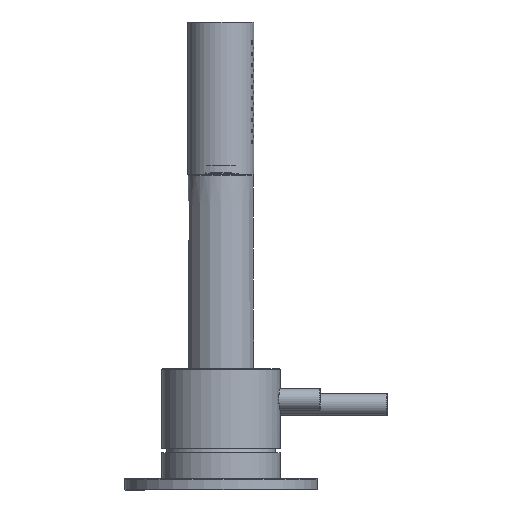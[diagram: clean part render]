
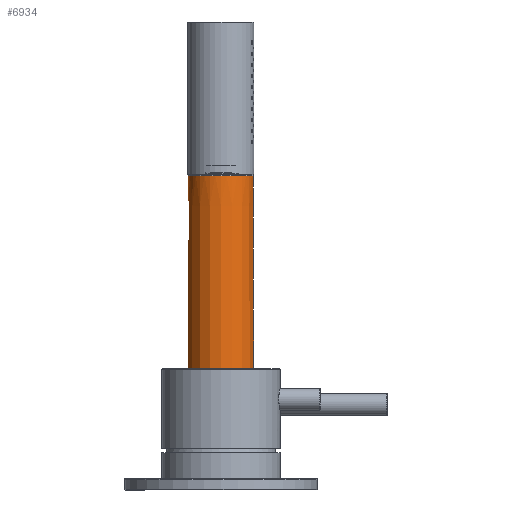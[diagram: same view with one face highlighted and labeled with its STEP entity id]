
A CAD part, front view. The second image highlights one B-rep face of the part: STEP entity #6934.
In plain terms, the highlighted conical face has half-angle 0.12 degrees and reference radius 12.015 mm.
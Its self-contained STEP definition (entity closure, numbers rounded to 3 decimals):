
#922=CONICAL_SURFACE('',#7493,12.015,0.002);
#2095=ORIENTED_EDGE('',*,*,#2950,.F.);
#2096=ORIENTED_EDGE('',*,*,#2951,.T.);
#2950=EDGE_CURVE('',#3510,#3510,#3775,.T.);
#2951=EDGE_CURVE('',#3511,#3511,#3776,.T.);
#3510=VERTEX_POINT('',#12785);
#3511=VERTEX_POINT('',#12788);
#3775=CIRCLE('',#7492,11.901);
#3776=CIRCLE('',#7494,12.129);
#4281=EDGE_LOOP('',(#2095));
#4282=EDGE_LOOP('',(#2096));
#4852=FACE_BOUND('',#4281,.T.);
#4853=FACE_BOUND('',#4282,.T.);
#6934=ADVANCED_FACE('',(#4852,#4853),#922,.T.);
#7492=AXIS2_PLACEMENT_3D('',#12784,#8669,#8670);
#7493=AXIS2_PLACEMENT_3D('',#12786,#8671,#8672);
#7494=AXIS2_PLACEMENT_3D('',#12787,#8673,#8674);
#8669=DIRECTION('',(0.,0.,1.));
#8670=DIRECTION('',(0.,-1.,0.));
#8671=DIRECTION('',(0.,0.,-1.));
#8672=DIRECTION('',(0.,-1.,0.));
#8673=DIRECTION('',(0.,0.,1.));
#8674=DIRECTION('',(1.,0.,0.));
#12784=CARTESIAN_POINT('',(0.,0.,-0.299));
#12785=CARTESIAN_POINT('',(0.,-11.901,-0.299));
#12786=CARTESIAN_POINT('',(0.,0.,-54.744));
#12787=CARTESIAN_POINT('',(0.,0.,-109.189));
#12788=CARTESIAN_POINT('',(12.129,0.,-109.189));
